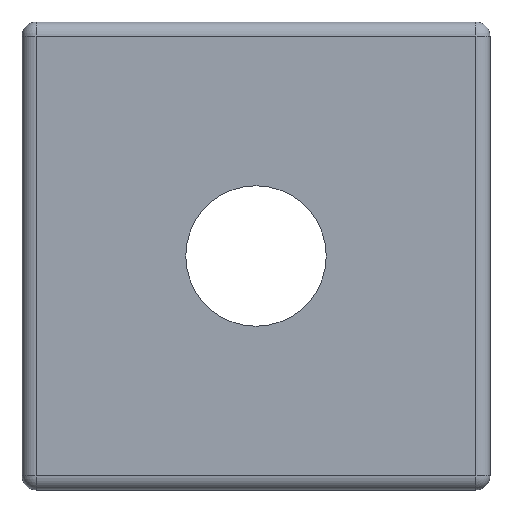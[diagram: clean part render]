
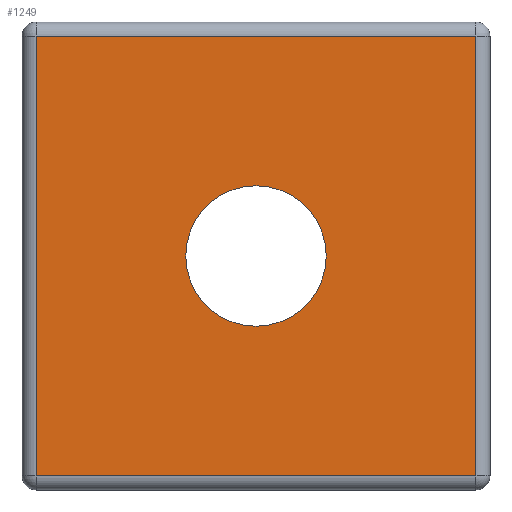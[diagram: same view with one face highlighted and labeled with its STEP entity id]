
A CAD part, left-side view. The second image highlights one B-rep face of the part: STEP entity #1249.
In plain terms, the highlighted planar face has unit normal (-1, 0, 0).
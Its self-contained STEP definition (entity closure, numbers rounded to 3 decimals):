
#100 = CYLINDRICAL_SURFACE('',#101,0.3);
#101 = AXIS2_PLACEMENT_3D('',#102,#103,#104);
#102 = CARTESIAN_POINT('',(-4.7,-4.7,-5.));
#103 = DIRECTION('',(0.,0.,1.));
#104 = DIRECTION('',(0.,-1.,0.));
#431 = VERTEX_POINT('',#432);
#432 = CARTESIAN_POINT('',(-5.,-4.7,-4.7));
#454 = EDGE_CURVE('',#431,#455,#457,.T.);
#455 = VERTEX_POINT('',#456);
#456 = CARTESIAN_POINT('',(-5.,-4.7,4.7));
#457 = SURFACE_CURVE('',#458,(#462,#469),.PCURVE_S1.);
#458 = LINE('',#459,#460);
#459 = CARTESIAN_POINT('',(-5.,-4.7,-5.));
#460 = VECTOR('',#461,1.);
#461 = DIRECTION('',(0.,0.,1.));
#462 = PCURVE('',#100,#463);
#463 = DEFINITIONAL_REPRESENTATION('',(#464),#468);
#464 = LINE('',#465,#466);
#465 = CARTESIAN_POINT('',(-1.571,0.));
#466 = VECTOR('',#467,1.);
#467 = DIRECTION('',(-0.,1.));
#468 = ( GEOMETRIC_REPRESENTATION_CONTEXT(2) 
PARAMETRIC_REPRESENTATION_CONTEXT() REPRESENTATION_CONTEXT('2D SPACE',''
  ) );
#469 = PCURVE('',#470,#475);
#470 = PLANE('',#471);
#471 = AXIS2_PLACEMENT_3D('',#472,#473,#474);
#472 = CARTESIAN_POINT('',(-5.,5.,-5.));
#473 = DIRECTION('',(1.,0.,0.));
#474 = DIRECTION('',(0.,-1.,0.));
#475 = DEFINITIONAL_REPRESENTATION('',(#476),#480);
#476 = LINE('',#477,#478);
#477 = CARTESIAN_POINT('',(9.7,0.));
#478 = VECTOR('',#479,1.);
#479 = DIRECTION('',(0.,-1.));
#480 = ( GEOMETRIC_REPRESENTATION_CONTEXT(2) 
PARAMETRIC_REPRESENTATION_CONTEXT() REPRESENTATION_CONTEXT('2D SPACE',''
  ) );
#996 = CYLINDRICAL_SURFACE('',#997,0.3);
#997 = AXIS2_PLACEMENT_3D('',#998,#999,#1000);
#998 = CARTESIAN_POINT('',(-4.7,5.,-4.7));
#999 = DIRECTION('',(0.,-1.,0.));
#1000 = DIRECTION('',(-1.,0.,0.));
#1135 = CYLINDRICAL_SURFACE('',#1136,0.3);
#1136 = AXIS2_PLACEMENT_3D('',#1137,#1138,#1139);
#1137 = CARTESIAN_POINT('',(-4.7,5.,4.7));
#1138 = DIRECTION('',(0.,-1.,0.));
#1139 = DIRECTION('',(-1.,0.,0.));
#1249 = ADVANCED_FACE('',(#1250,#1325),#470,.F.);
#1250 = FACE_BOUND('',#1251,.F.);
#1251 = EDGE_LOOP('',(#1252,#1253,#1276,#1304));
#1252 = ORIENTED_EDGE('',*,*,#454,.F.);
#1253 = ORIENTED_EDGE('',*,*,#1254,.F.);
#1254 = EDGE_CURVE('',#1255,#431,#1257,.T.);
#1255 = VERTEX_POINT('',#1256);
#1256 = CARTESIAN_POINT('',(-5.,4.7,-4.7));
#1257 = SURFACE_CURVE('',#1258,(#1262,#1269),.PCURVE_S1.);
#1258 = LINE('',#1259,#1260);
#1259 = CARTESIAN_POINT('',(-5.,5.,-4.7));
#1260 = VECTOR('',#1261,1.);
#1261 = DIRECTION('',(0.,-1.,0.));
#1262 = PCURVE('',#470,#1263);
#1263 = DEFINITIONAL_REPRESENTATION('',(#1264),#1268);
#1264 = LINE('',#1265,#1266);
#1265 = CARTESIAN_POINT('',(0.,-0.3));
#1266 = VECTOR('',#1267,1.);
#1267 = DIRECTION('',(1.,0.));
#1268 = ( GEOMETRIC_REPRESENTATION_CONTEXT(2) 
PARAMETRIC_REPRESENTATION_CONTEXT() REPRESENTATION_CONTEXT('2D SPACE',''
  ) );
#1269 = PCURVE('',#996,#1270);
#1270 = DEFINITIONAL_REPRESENTATION('',(#1271),#1275);
#1271 = LINE('',#1272,#1273);
#1272 = CARTESIAN_POINT('',(0.,0.));
#1273 = VECTOR('',#1274,1.);
#1274 = DIRECTION('',(0.,1.));
#1275 = ( GEOMETRIC_REPRESENTATION_CONTEXT(2) 
PARAMETRIC_REPRESENTATION_CONTEXT() REPRESENTATION_CONTEXT('2D SPACE',''
  ) );
#1276 = ORIENTED_EDGE('',*,*,#1277,.T.);
#1277 = EDGE_CURVE('',#1255,#1278,#1280,.T.);
#1278 = VERTEX_POINT('',#1279);
#1279 = CARTESIAN_POINT('',(-5.,4.7,4.7));
#1280 = SURFACE_CURVE('',#1281,(#1285,#1292),.PCURVE_S1.);
#1281 = LINE('',#1282,#1283);
#1282 = CARTESIAN_POINT('',(-5.,4.7,-5.));
#1283 = VECTOR('',#1284,1.);
#1284 = DIRECTION('',(0.,0.,1.));
#1285 = PCURVE('',#470,#1286);
#1286 = DEFINITIONAL_REPRESENTATION('',(#1287),#1291);
#1287 = LINE('',#1288,#1289);
#1288 = CARTESIAN_POINT('',(0.3,0.));
#1289 = VECTOR('',#1290,1.);
#1290 = DIRECTION('',(0.,-1.));
#1291 = ( GEOMETRIC_REPRESENTATION_CONTEXT(2) 
PARAMETRIC_REPRESENTATION_CONTEXT() REPRESENTATION_CONTEXT('2D SPACE',''
  ) );
#1292 = PCURVE('',#1293,#1298);
#1293 = CYLINDRICAL_SURFACE('',#1294,0.3);
#1294 = AXIS2_PLACEMENT_3D('',#1295,#1296,#1297);
#1295 = CARTESIAN_POINT('',(-4.7,4.7,-5.));
#1296 = DIRECTION('',(0.,0.,1.));
#1297 = DIRECTION('',(-1.,0.,0.));
#1298 = DEFINITIONAL_REPRESENTATION('',(#1299),#1303);
#1299 = LINE('',#1300,#1301);
#1300 = CARTESIAN_POINT('',(-0.,0.));
#1301 = VECTOR('',#1302,1.);
#1302 = DIRECTION('',(-0.,1.));
#1303 = ( GEOMETRIC_REPRESENTATION_CONTEXT(2) 
PARAMETRIC_REPRESENTATION_CONTEXT() REPRESENTATION_CONTEXT('2D SPACE',''
  ) );
#1304 = ORIENTED_EDGE('',*,*,#1305,.T.);
#1305 = EDGE_CURVE('',#1278,#455,#1306,.T.);
#1306 = SURFACE_CURVE('',#1307,(#1311,#1318),.PCURVE_S1.);
#1307 = LINE('',#1308,#1309);
#1308 = CARTESIAN_POINT('',(-5.,5.,4.7));
#1309 = VECTOR('',#1310,1.);
#1310 = DIRECTION('',(0.,-1.,0.));
#1311 = PCURVE('',#470,#1312);
#1312 = DEFINITIONAL_REPRESENTATION('',(#1313),#1317);
#1313 = LINE('',#1314,#1315);
#1314 = CARTESIAN_POINT('',(0.,-9.7));
#1315 = VECTOR('',#1316,1.);
#1316 = DIRECTION('',(1.,0.));
#1317 = ( GEOMETRIC_REPRESENTATION_CONTEXT(2) 
PARAMETRIC_REPRESENTATION_CONTEXT() REPRESENTATION_CONTEXT('2D SPACE',''
  ) );
#1318 = PCURVE('',#1135,#1319);
#1319 = DEFINITIONAL_REPRESENTATION('',(#1320),#1324);
#1320 = LINE('',#1321,#1322);
#1321 = CARTESIAN_POINT('',(-0.,0.));
#1322 = VECTOR('',#1323,1.);
#1323 = DIRECTION('',(-0.,1.));
#1324 = ( GEOMETRIC_REPRESENTATION_CONTEXT(2) 
PARAMETRIC_REPRESENTATION_CONTEXT() REPRESENTATION_CONTEXT('2D SPACE',''
  ) );
#1325 = FACE_BOUND('',#1326,.F.);
#1326 = EDGE_LOOP('',(#1327));
#1327 = ORIENTED_EDGE('',*,*,#1328,.F.);
#1328 = EDGE_CURVE('',#1329,#1329,#1331,.T.);
#1329 = VERTEX_POINT('',#1330);
#1330 = CARTESIAN_POINT('',(-5.,1.5,0.));
#1331 = SURFACE_CURVE('',#1332,(#1337,#1344),.PCURVE_S1.);
#1332 = CIRCLE('',#1333,1.5);
#1333 = AXIS2_PLACEMENT_3D('',#1334,#1335,#1336);
#1334 = CARTESIAN_POINT('',(-5.,0.,0.)
  );
#1335 = DIRECTION('',(1.,0.,0.));
#1336 = DIRECTION('',(0.,1.,0.));
#1337 = PCURVE('',#470,#1338);
#1338 = DEFINITIONAL_REPRESENTATION('',(#1339),#1343);
#1339 = CIRCLE('',#1340,1.5);
#1340 = AXIS2_PLACEMENT_2D('',#1341,#1342);
#1341 = CARTESIAN_POINT('',(5.,-5.));
#1342 = DIRECTION('',(-1.,0.));
#1343 = ( GEOMETRIC_REPRESENTATION_CONTEXT(2) 
PARAMETRIC_REPRESENTATION_CONTEXT() REPRESENTATION_CONTEXT('2D SPACE',''
  ) );
#1344 = PCURVE('',#1345,#1350);
#1345 = CYLINDRICAL_SURFACE('',#1346,1.5);
#1346 = AXIS2_PLACEMENT_3D('',#1347,#1348,#1349);
#1347 = CARTESIAN_POINT('',(0.,0.,0.));
#1348 = DIRECTION('',(1.,0.,0.));
#1349 = DIRECTION('',(0.,1.,0.));
#1350 = DEFINITIONAL_REPRESENTATION('',(#1351),#1355);
#1351 = LINE('',#1352,#1353);
#1352 = CARTESIAN_POINT('',(0.,-5.));
#1353 = VECTOR('',#1354,1.);
#1354 = DIRECTION('',(1.,0.));
#1355 = ( GEOMETRIC_REPRESENTATION_CONTEXT(2) 
PARAMETRIC_REPRESENTATION_CONTEXT() REPRESENTATION_CONTEXT('2D SPACE',''
  ) );
